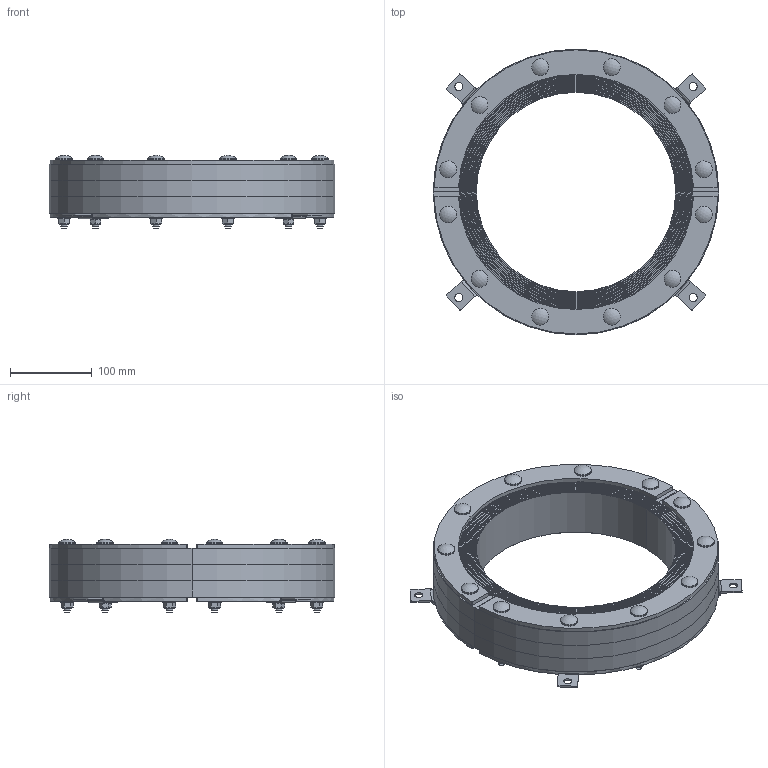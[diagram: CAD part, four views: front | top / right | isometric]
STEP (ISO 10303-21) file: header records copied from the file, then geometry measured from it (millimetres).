
FILE_DESCRIPTION(/* description */ (''),/* implementation_level */ '2;1');
FILE_NAME(/* name */ 'RS 400 AISI316 WOC.stp',/* time_stamp */ '2025-08-13T14:17:25+02:00',/* author */ ('se-marfre'),/* organization */ (''),/* preprocessor_version */ 'ST-DEVELOPER v19.2',/* originating_system */ 'Autodesk Inventor 2023',/* authorisation */ '');
FILE_SCHEMA (('CONFIG_CONTROL_DESIGN'));
Length unit declared in the file: millimetre
Products named in the file (1): RS 400 AISI316 WOC
Bounding box: 350 x 350 x 89.77 mm (x, y, z)
Volume: 3296337.7 mm3; surface area: 257842.6 mm2
Topology: 1 solids, 25 shells, 780 faces, 1778 edges, 1126 vertices
Faces by surface type: plane 536, cylinder 148, cone 84, sphere 12
Full cylindrical faces by diameter (mm): 8 x36, 8.4 x8, 10 x8, 16 x8, 20.65 x12, 20.7 x12
Entity records: 22452 total; most frequent: CARTESIAN_POINT 4195, DIRECTION 3630, ORIENTED_EDGE 3556, EDGE_CURVE 1778, AXIS2_PLACEMENT_3D 1313, VERTEX_POINT 1126, LINE 1004, VECTOR 1004
